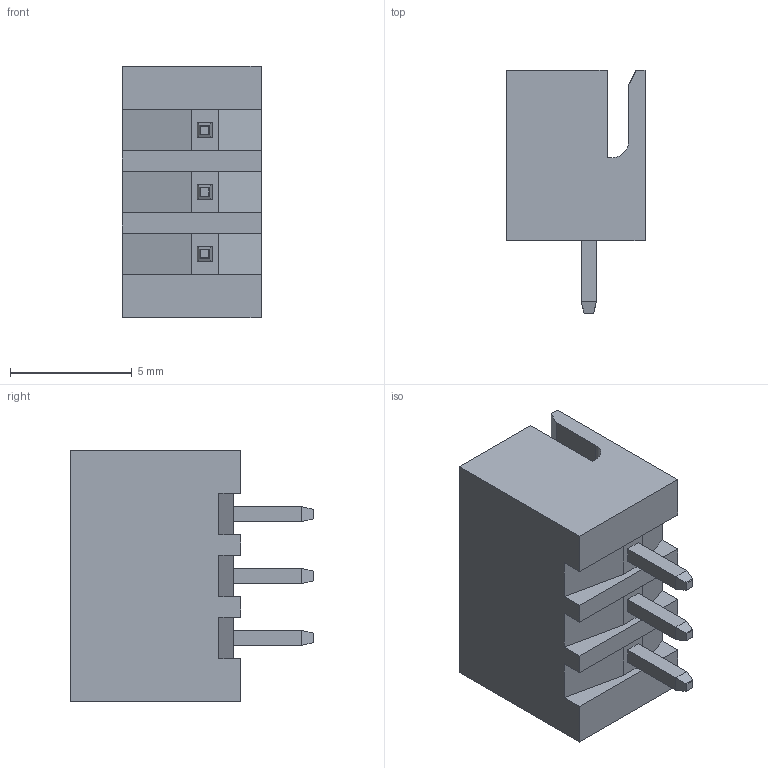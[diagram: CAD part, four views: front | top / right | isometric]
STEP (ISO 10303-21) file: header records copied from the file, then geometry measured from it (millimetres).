
FILE_DESCRIPTION(/* description */ (''),/* implementation_level */ '2;1');
FILE_NAME(/* name */ 'CONNECTOR WHITE JST XH 3 PIN - 2,54 mm.stp',/* time_stamp */ '2022-05-18T22:17:27+02:00',/* author */ ('JOSE LUIS'),/* organization */ (''),/* preprocessor_version */ 'ST-DEVELOPER v18',/* originating_system */ 'Autodesk Inventor 2020',/* authorisation */ '');
FILE_SCHEMA (('AUTOMOTIVE_DESIGN { 1 0 10303 214 3 1 1 }'));
Length unit declared in the file: millimetre
Products named in the file (1): CONNECTOR JST XH 3 PIN - 2,54 mm
Bounding box: 5.73 x 10 x 10.34 mm (x, y, z)
Volume: 176 mm3; surface area: 538.9 mm2
Topology: 1 solids, 1 shells, 294 faces, 728 edges, 447 vertices
Faces by surface type: plane 150, cylinder 72, bspline 72
Entity records: 11185 total; most frequent: CARTESIAN_POINT 4303, ORIENTED_EDGE 1456, DIRECTION 1150, EDGE_CURVE 728, LINE 486, VECTOR 486, VERTEX_POINT 447, AXIS2_PLACEMENT_3D 332
